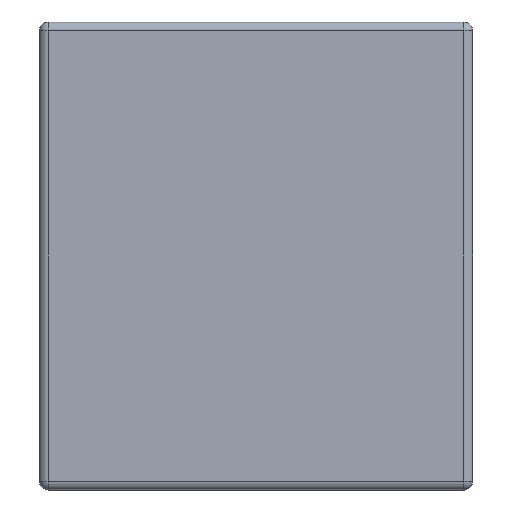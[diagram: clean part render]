
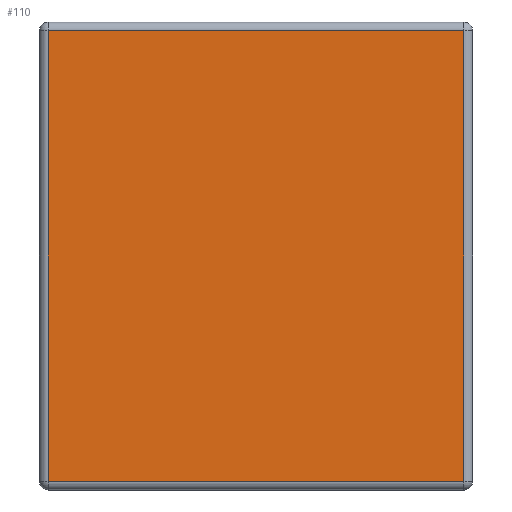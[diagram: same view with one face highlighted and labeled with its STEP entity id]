
A CAD part, left-side view. The second image highlights one B-rep face of the part: STEP entity #110.
In plain terms, the highlighted planar face has unit normal (-1, 0, 0).
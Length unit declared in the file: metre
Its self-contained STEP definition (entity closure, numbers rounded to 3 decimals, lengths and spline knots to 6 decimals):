
#110 = ADVANCED_FACE( '', ( #242 ), #243, .F. );
#242 = FACE_OUTER_BOUND( '', #397, .T. );
#243 = PLANE( '', #398 );
#397 = EDGE_LOOP( '', ( #612, #613, #614, #615 ) );
#398 = AXIS2_PLACEMENT_3D( '', #616, #617, #618 );
#612 = ORIENTED_EDGE( '', *, *, #935, .T. );
#613 = ORIENTED_EDGE( '', *, *, #936, .T. );
#614 = ORIENTED_EDGE( '', *, *, #937, .T. );
#615 = ORIENTED_EDGE( '', *, *, #938, .T. );
#616 = CARTESIAN_POINT( '', ( -0.0016, -0.00125, 0.00135 ) );
#617 = DIRECTION( '', ( 1., 0., 0. ) );
#618 = DIRECTION( '', ( 0., 0., -1. ) );
#935 = EDGE_CURVE( '', #1051, #1119, #1120, .T. );
#936 = EDGE_CURVE( '', #1119, #1121, #1122, .T. );
#937 = EDGE_CURVE( '', #1121, #1123, #1124, .F. );
#938 = EDGE_CURVE( '', #1123, #1051, #1125, .F. );
#1051 = VERTEX_POINT( '', #1258 );
#1119 = VERTEX_POINT( '', #1350 );
#1120 = LINE( '', #1351, #1352 );
#1121 = VERTEX_POINT( '', #1353 );
#1122 = LINE( '', #1354, #1355 );
#1123 = VERTEX_POINT( '', #1356 );
#1124 = LINE( '', #1357, #1358 );
#1125 = LINE( '', #1359, #1360 );
#1258 = CARTESIAN_POINT( '', ( -0.0016, -0.0012, 0.00265 ) );
#1350 = CARTESIAN_POINT( '', ( -0.0016, 0.0012, 0.00265 ) );
#1351 = CARTESIAN_POINT( '', ( -0.0016, -0.00125, 0.00265 ) );
#1352 = VECTOR( '', #1553, 1. );
#1353 = CARTESIAN_POINT( '', ( -0.0016, 0.0012, 0.00005 ) );
#1354 = CARTESIAN_POINT( '', ( -0.0016, 0.0012, 0.00135 ) );
#1355 = VECTOR( '', #1554, 1. );
#1356 = CARTESIAN_POINT( '', ( -0.0016, -0.0012, 0.00005 ) );
#1357 = CARTESIAN_POINT( '', ( -0.0016, -0.00125, 0.00005 ) );
#1358 = VECTOR( '', #1555, 1. );
#1359 = CARTESIAN_POINT( '', ( -0.0016, -0.0012, 0.0027 ) );
#1360 = VECTOR( '', #1556, 1. );
#1553 = DIRECTION( '', ( 0., 1., 0. ) );
#1554 = DIRECTION( '', ( 0., 0., -1. ) );
#1555 = DIRECTION( '', ( 0., 1., 0. ) );
#1556 = DIRECTION( '', ( 0., 0., -1. ) );
